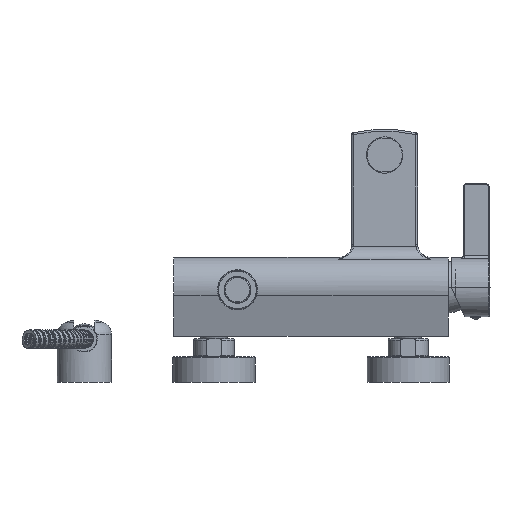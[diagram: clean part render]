
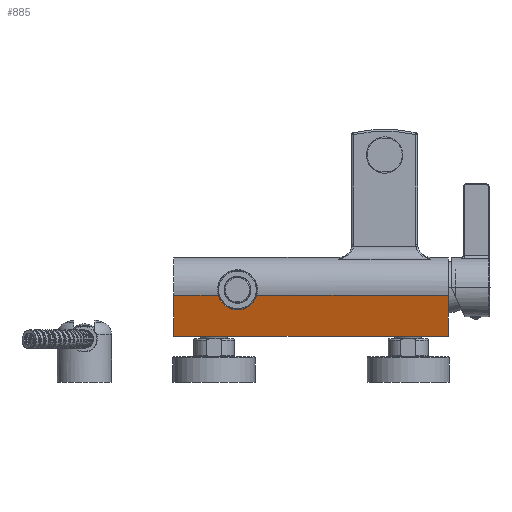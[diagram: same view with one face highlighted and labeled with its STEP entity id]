
A CAD part, front view. The second image highlights one B-rep face of the part: STEP entity #885.
In plain terms, the highlighted planar face has unit normal (0, -0.961, -0.277).
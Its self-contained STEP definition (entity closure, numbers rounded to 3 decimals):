
#34=DIRECTION('',(0.,-0.276,0.961));
#35=VECTOR('',#34,32.924);
#36=CARTESIAN_POINT('',(106.,-13.,-38.));
#37=LINE('',#36,#35);
#60=DIRECTION('',(0.,-0.276,0.961));
#61=VECTOR('',#60,32.924);
#62=CARTESIAN_POINT('',(-106.,-13.,-38.));
#63=LINE('',#62,#61);
#193=CARTESIAN_POINT('',(-41.926,-22.103,
-6.359));
#225=CARTESIAN_POINT('',(-71.674,-22.103,
-6.359));
#227=DIRECTION('',(-1.,0.,0.));
#228=VECTOR('',#227,34.326);
#229=CARTESIAN_POINT('',(-71.674,-22.103,
-6.359));
#230=LINE('',#229,#228);
#231=DIRECTION('',(-1.,0.,0.));
#232=VECTOR('',#231,147.926);
#233=CARTESIAN_POINT('',(106.,-22.103,-6.359));
#234=LINE('',#233,#232);
#384=CARTESIAN_POINT('',(-71.674,-22.103,
-6.359));
#385=CARTESIAN_POINT('',(-71.597,-22.027,
-6.624));
#386=CARTESIAN_POINT('',(-71.442,-21.89,
-7.102));
#387=CARTESIAN_POINT('',(-71.132,-21.652,
-7.929));
#388=CARTESIAN_POINT('',(-70.745,-21.403,
-8.794));
#389=CARTESIAN_POINT('',(-70.28,-21.151,
-9.67));
#390=CARTESIAN_POINT('',(-69.815,-20.932,
-10.432));
#391=CARTESIAN_POINT('',(-69.35,-20.737,
-11.108));
#392=CARTESIAN_POINT('',(-68.73,-20.504,
-11.917));
#393=CARTESIAN_POINT('',(-67.956,-20.254,
-12.788));
#394=CARTESIAN_POINT('',(-67.026,-20.,
-13.67));
#395=CARTESIAN_POINT('',(-66.096,-19.784,
-14.421));
#396=CARTESIAN_POINT('',(-65.167,-19.599,
-15.063));
#397=CARTESIAN_POINT('',(-63.927,-19.388,
-15.796));
#398=CARTESIAN_POINT('',(-62.378,-19.184,
-16.507));
#399=CARTESIAN_POINT('',(-60.519,-19.017,
-17.088));
#400=CARTESIAN_POINT('',(-58.659,-18.919,
-17.426));
#401=CARTESIAN_POINT('',(-56.8,-18.887,
-17.537));
#402=CARTESIAN_POINT('',(-54.941,-18.919,
-17.426));
#403=CARTESIAN_POINT('',(-53.081,-19.017,
-17.088));
#404=CARTESIAN_POINT('',(-51.222,-19.184,
-16.507));
#405=CARTESIAN_POINT('',(-49.673,-19.388,
-15.796));
#406=CARTESIAN_POINT('',(-48.433,-19.599,
-15.063));
#407=CARTESIAN_POINT('',(-47.504,-19.784,
-14.421));
#408=CARTESIAN_POINT('',(-46.574,-20.,
-13.67));
#409=CARTESIAN_POINT('',(-45.644,-20.254,
-12.788));
#410=CARTESIAN_POINT('',(-44.87,-20.504,
-11.917));
#411=CARTESIAN_POINT('',(-44.25,-20.737,
-11.108));
#412=CARTESIAN_POINT('',(-43.785,-20.932,
-10.432));
#413=CARTESIAN_POINT('',(-43.32,-21.151,
-9.67));
#414=CARTESIAN_POINT('',(-42.855,-21.403,
-8.794));
#415=CARTESIAN_POINT('',(-42.468,-21.652,
-7.929));
#416=CARTESIAN_POINT('',(-42.158,-21.89,
-7.102));
#417=CARTESIAN_POINT('',(-42.003,-22.027,
-6.624));
#418=CARTESIAN_POINT('',(-41.926,-22.103,
-6.359));
#420=DIRECTION('',(-1.,0.,0.));
#421=VECTOR('',#420,212.);
#422=CARTESIAN_POINT('',(106.,-13.,-38.));
#423=LINE('',#422,#421);
#519=CARTESIAN_POINT('',(106.,-13.,-38.));
#521=VERTEX_POINT('',#519);
#522=CARTESIAN_POINT('',(106.,-22.103,-6.359));
#524=VERTEX_POINT('',#522);
#527=CARTESIAN_POINT('',(-106.,-13.,-38.));
#529=VERTEX_POINT('',#527);
#530=CARTESIAN_POINT('',(-106.,-22.103,-6.359));
#532=VERTEX_POINT('',#530);
#579=VERTEX_POINT('',#193);
#580=VERTEX_POINT('',#225);
#871=CARTESIAN_POINT('',(106.,-13.,-38.));
#872=DIRECTION('',(0.,-0.961,-0.276));
#873=DIRECTION('',(0.,-0.276,0.961));
#874=AXIS2_PLACEMENT_3D('',#871,#872,#873);
#875=PLANE('',#874);
#877=ORIENTED_EDGE('',*,*,#876,.T.);
#878=ORIENTED_EDGE('',*,*,#789,.F.);
#879=ORIENTED_EDGE('',*,*,#589,.F.);
#880=ORIENTED_EDGE('',*,*,#760,.T.);
#881=ORIENTED_EDGE('',*,*,#616,.T.);
#882=ORIENTED_EDGE('',*,*,#783,.F.);
#883=EDGE_LOOP('',(#877,#878,#879,#880,#881,#882));
#884=FACE_OUTER_BOUND('',#883,.F.);
#885=ADVANCED_FACE('',(#884),#875,.T.);
#419=B_SPLINE_CURVE_WITH_KNOTS('',3,(#384,#385,#386,#387,#388,#389,#390,#391,
#392,#393,#394,#395,#396,#397,#398,#399,#400,#401,#402,#403,#404,#405,#406,#407,
#408,#409,#410,#411,#412,#413,#414,#415,#416,#417,#418),.UNSPECIFIED.,.F.,.F.,
(4,1,1,1,1,1,1,1,1,1,1,1,1,1,1,1,1,1,1,1,1,1,1,1,1,1,1,1,1,1,1,1,4),(0.,
0.008,0.016,0.031,0.047,0.063,0.078,0.094,0.125,
0.156,0.188,0.219,0.25,0.313,0.375,0.438,0.5,0.563,
0.625,0.688,0.75,0.781,0.813,0.844,0.875,0.906,
0.922,0.938,0.953,0.969,0.984,0.992,1.),
.UNSPECIFIED.);
#589=EDGE_CURVE('',#521,#524,#37,.T.);
#616=EDGE_CURVE('',#529,#532,#63,.T.);
#760=EDGE_CURVE('',#521,#529,#423,.T.);
#783=EDGE_CURVE('',#580,#532,#230,.T.);
#789=EDGE_CURVE('',#524,#579,#234,.T.);
#876=EDGE_CURVE('',#580,#579,#419,.T.);
